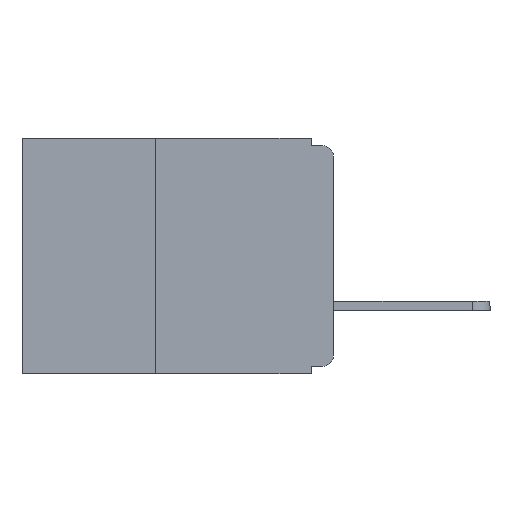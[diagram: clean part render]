
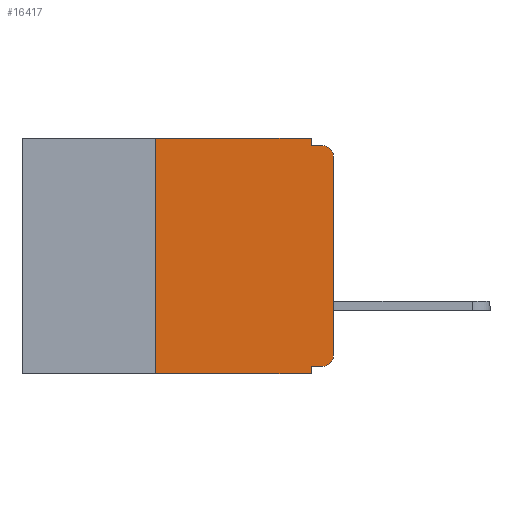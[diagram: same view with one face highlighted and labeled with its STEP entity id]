
A CAD part, left-side view. The second image highlights one B-rep face of the part: STEP entity #16417.
In plain terms, the highlighted planar face has unit normal (-1, 0, 0).
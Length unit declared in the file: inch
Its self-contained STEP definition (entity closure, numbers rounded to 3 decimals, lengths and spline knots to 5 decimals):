
#18 = EDGE_CURVE ( 'NONE', #11102, #9402, #9851, .T. ) ;
#120 = EDGE_CURVE ( 'NONE', #12103, #10001, #6794, .T. ) ;
#193 = AXIS2_PLACEMENT_3D ( 'NONE', #17502, #17498, #17385 ) ;
#588 = VERTEX_POINT ( 'NONE', #15016 ) ;
#1298 = CARTESIAN_POINT ( 'NONE',  ( 0., 0.25, -0.33 ) ) ;
#2028 = CARTESIAN_POINT ( 'NONE',  ( 0., 0., -0.025 ) ) ;
#2442 = VECTOR ( 'NONE', #12652, 39.37008 ) ;
#2444 = VERTEX_POINT ( 'NONE', #19189 ) ;
#2505 = LINE ( 'NONE', #12101, #2442 ) ;
#2523 = VECTOR ( 'NONE', #13178, 39.37008 ) ;
#2677 = LINE ( 'NONE', #15356, #2523 ) ;
#4309 = VECTOR ( 'NONE', #19304, 39.37008 ) ;
#4550 = LINE ( 'NONE', #13413, #4309 ) ;
#4733 = VECTOR ( 'NONE', #19188, 39.37008 ) ;
#4913 = ORIENTED_EDGE ( 'NONE', *, *, #120, .T. ) ;
#4970 = LINE ( 'NONE', #1298, #4733 ) ;
#5399 = CARTESIAN_POINT ( 'NONE',  ( 0., 0., -0.305 ) ) ;
#5505 = CARTESIAN_POINT ( 'NONE',  ( 0., 0.015, -0.01 ) ) ;
#6087 = CARTESIAN_POINT ( 'NONE',  ( 0., 0.437, -0.33 ) ) ;
#6640 = DIRECTION ( 'NONE',  ( 1., 0., 0. ) ) ;
#6685 = DIRECTION ( 'NONE',  ( 0., 0., -1. ) ) ;
#6794 = CIRCLE ( 'NONE', #193, 0.015 ) ;
#7145 = CARTESIAN_POINT ( 'NONE',  ( 0., 0.437, 0. ) ) ;
#7754 = LINE ( 'NONE', #19014, #7889 ) ;
#7857 = PLANE ( 'NONE',  #17463 ) ;
#7889 = VECTOR ( 'NONE', #19107, 39.37008 ) ;
#8010 = CARTESIAN_POINT ( 'NONE',  ( 0., 0.015, -0.32 ) ) ;
#8302 = CARTESIAN_POINT ( 'NONE',  ( 0., 0.031, -0.01 ) ) ;
#8324 = CARTESIAN_POINT ( 'NONE',  ( 0., 0.031, -0.32 ) ) ;
#8669 = EDGE_CURVE ( 'NONE', #11393, #9402, #7754, .T. ) ;
#9402 = VERTEX_POINT ( 'NONE', #5505 ) ;
#9712 = DIRECTION ( 'NONE',  ( -1., 0., 0. ) ) ;
#9851 = CIRCLE ( 'NONE', #13613, 0.015 ) ;
#10001 = VERTEX_POINT ( 'NONE', #5399 ) ;
#10031 = ORIENTED_EDGE ( 'NONE', *, *, #13719, .F. ) ;
#10383 = EDGE_LOOP ( 'NONE', ( #10652, #11116, #11319, #11340, #11438, #11724, #11827, #10031, #12328, #4913 ) ) ;
#10652 = ORIENTED_EDGE ( 'NONE', *, *, #17151, .T. ) ;
#10801 = CARTESIAN_POINT ( 'NONE',  ( 0., 0.25, -0.33 ) ) ;
#11060 = VECTOR ( 'NONE', #11994, 39.37008 ) ;
#11096 = LINE ( 'NONE', #12569, #11060 ) ;
#11102 = VERTEX_POINT ( 'NONE', #2028 ) ;
#11116 = ORIENTED_EDGE ( 'NONE', *, *, #18, .T. ) ;
#11222 = VERTEX_POINT ( 'NONE', #8324 ) ;
#11319 = ORIENTED_EDGE ( 'NONE', *, *, #8669, .F. ) ;
#11340 = ORIENTED_EDGE ( 'NONE', *, *, #14550, .F. ) ;
#11393 = VERTEX_POINT ( 'NONE', #8302 ) ;
#11438 = ORIENTED_EDGE ( 'NONE', *, *, #11922, .F. ) ;
#11724 = ORIENTED_EDGE ( 'NONE', *, *, #14524, .F. ) ;
#11827 = ORIENTED_EDGE ( 'NONE', *, *, #14310, .T. ) ;
#11922 = EDGE_CURVE ( 'NONE', #588, #2444, #11096, .T. ) ;
#11994 = DIRECTION ( 'NONE',  ( 0., -1., 0. ) ) ;
#12101 = CARTESIAN_POINT ( 'NONE',  ( 0., 0., -0.32 ) ) ;
#12103 = VERTEX_POINT ( 'NONE', #8010 ) ;
#12109 = VECTOR ( 'NONE', #17033, 39.37008 ) ;
#12143 = LINE ( 'NONE', #17393, #12109 ) ;
#12317 = CARTESIAN_POINT ( 'NONE',  ( 0., 0.015, -0.025 ) ) ;
#12328 = ORIENTED_EDGE ( 'NONE', *, *, #13736, .F. ) ;
#12569 = CARTESIAN_POINT ( 'NONE',  ( 0., 0.437, 0. ) ) ;
#12652 = DIRECTION ( 'NONE',  ( 0., 1., 0. ) ) ;
#13178 = DIRECTION ( 'NONE',  ( 0., 0., -1. ) ) ;
#13413 = CARTESIAN_POINT ( 'NONE',  ( 0., 0.031, 0. ) ) ;
#13613 = AXIS2_PLACEMENT_3D ( 'NONE', #12317, #9712, #13974 ) ;
#13719 = EDGE_CURVE ( 'NONE', #11222, #18816, #2677, .T. ) ;
#13736 = EDGE_CURVE ( 'NONE', #12103, #11222, #2505, .T. ) ;
#13974 = DIRECTION ( 'NONE',  ( 0., 0., -1. ) ) ;
#14305 = LINE ( 'NONE', #6087, #14535 ) ;
#14310 = EDGE_CURVE ( 'NONE', #14963, #18816, #14305, .T. ) ;
#14524 = EDGE_CURVE ( 'NONE', #14963, #588, #4970, .T. ) ;
#14535 = VECTOR ( 'NONE', #14876, 39.37008 ) ;
#14550 = EDGE_CURVE ( 'NONE', #2444, #11393, #4550, .T. ) ;
#14622 = FACE_OUTER_BOUND ( 'NONE', #10383, .T. ) ;
#14876 = DIRECTION ( 'NONE',  ( 0., -1., 0. ) ) ;
#14963 = VERTEX_POINT ( 'NONE', #10801 ) ;
#15016 = CARTESIAN_POINT ( 'NONE',  ( 0., 0.25, 0. ) ) ;
#15356 = CARTESIAN_POINT ( 'NONE',  ( 0., 0.031, -0.33 ) ) ;
#16417 = ADVANCED_FACE ( 'NONE', ( #14622 ), #7857, .F. ) ;
#17033 = DIRECTION ( 'NONE',  ( 0., 0., 1. ) ) ;
#17151 = EDGE_CURVE ( 'NONE', #10001, #11102, #12143, .T. ) ;
#17255 = CARTESIAN_POINT ( 'NONE',  ( 0., 0.031, -0.33 ) ) ;
#17385 = DIRECTION ( 'NONE',  ( 0., 0., -1. ) ) ;
#17393 = CARTESIAN_POINT ( 'NONE',  ( 0., 0., 0. ) ) ;
#17463 = AXIS2_PLACEMENT_3D ( 'NONE', #7145, #6640, #6685 ) ;
#17498 = DIRECTION ( 'NONE',  ( -1., 0., 0. ) ) ;
#17502 = CARTESIAN_POINT ( 'NONE',  ( 0., 0.015, -0.305 ) ) ;
#18816 = VERTEX_POINT ( 'NONE', #17255 ) ;
#19014 = CARTESIAN_POINT ( 'NONE',  ( 0., 0., -0.01 ) ) ;
#19107 = DIRECTION ( 'NONE',  ( 0., -1., 0. ) ) ;
#19188 = DIRECTION ( 'NONE',  ( 0., 0., 1. ) ) ;
#19189 = CARTESIAN_POINT ( 'NONE',  ( 0., 0.031, 0. ) ) ;
#19304 = DIRECTION ( 'NONE',  ( 0., 0., -1. ) ) ;
